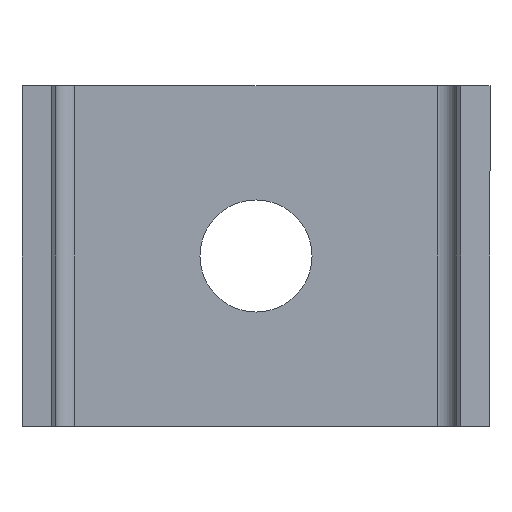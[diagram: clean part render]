
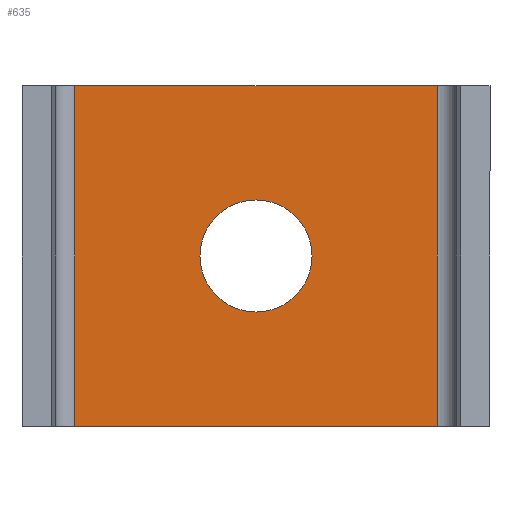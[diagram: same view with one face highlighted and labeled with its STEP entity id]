
A CAD part, front view. The second image highlights one B-rep face of the part: STEP entity #635.
In plain terms, the highlighted planar face has unit normal (0, -1, 0).
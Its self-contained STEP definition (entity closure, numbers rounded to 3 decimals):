
#10 = CARTESIAN_POINT ( 'NONE',  ( -18.6, 0., 17.5 ) ) ;
#20 = DIRECTION ( 'NONE',  ( 0., 1., 0. ) ) ;
#31 = DIRECTION ( 'NONE',  ( 0., 0., 1. ) ) ;
#32 = CARTESIAN_POINT ( 'NONE',  ( 0., 0., 0. ) ) ;
#44 = LINE ( 'NONE', #422, #284 ) ;
#51 = VERTEX_POINT ( 'NONE', #69 ) ;
#69 = CARTESIAN_POINT ( 'NONE',  ( 0., 0., 5.75 ) ) ;
#79 = DIRECTION ( 'NONE',  ( 0., 0., 1. ) ) ;
#83 = CARTESIAN_POINT ( 'NONE',  ( 18.6, 0., -17.5 ) ) ;
#85 = CARTESIAN_POINT ( 'NONE',  ( 18.6, 0., 17.5 ) ) ;
#110 = CARTESIAN_POINT ( 'NONE',  ( 0., 0., 0. ) ) ;
#118 = AXIS2_PLACEMENT_3D ( 'NONE', #336, #20, #79 ) ;
#151 = CARTESIAN_POINT ( 'NONE',  ( 18.6, 0., -17.5 ) ) ;
#154 = VERTEX_POINT ( 'NONE', #536 ) ;
#164 = VECTOR ( 'NONE', #290, 1000. ) ;
#205 = FACE_OUTER_BOUND ( 'NONE', #366, .T. ) ;
#249 = EDGE_CURVE ( 'NONE', #655, #51, #556, .T. ) ;
#267 = FACE_BOUND ( 'NONE', #600, .T. ) ;
#270 = ORIENTED_EDGE ( 'NONE', *, *, #296, .F. ) ;
#284 = VECTOR ( 'NONE', #375, 1000. ) ;
#290 = DIRECTION ( 'NONE',  ( 1., 0., 0. ) ) ;
#296 = EDGE_CURVE ( 'NONE', #649, #407, #514, .T. ) ;
#300 = VECTOR ( 'NONE', #406, 1000. ) ;
#329 = CIRCLE ( 'NONE', #374, 5.75 ) ;
#336 = CARTESIAN_POINT ( 'NONE',  ( 0., 0., 0. ) ) ;
#347 = VERTEX_POINT ( 'NONE', #83 ) ;
#359 = EDGE_CURVE ( 'NONE', #51, #655, #329, .T. ) ;
#366 = EDGE_LOOP ( 'NONE', ( #481, #602, #617, #270 ) ) ;
#374 = AXIS2_PLACEMENT_3D ( 'NONE', #32, #547, #31 ) ;
#375 = DIRECTION ( 'NONE',  ( 0., 0., 1. ) ) ;
#401 = EDGE_CURVE ( 'NONE', #407, #347, #615, .T. ) ;
#406 = DIRECTION ( 'NONE',  ( -1., 0., 0. ) ) ;
#407 = VERTEX_POINT ( 'NONE', #466 ) ;
#415 = CARTESIAN_POINT ( 'NONE',  ( 0., 0., -5.75 ) ) ;
#422 = CARTESIAN_POINT ( 'NONE',  ( -18.6, 0., -17.5 ) ) ;
#466 = CARTESIAN_POINT ( 'NONE',  ( 18.6, 0., 17.5 ) ) ;
#481 = ORIENTED_EDGE ( 'NONE', *, *, #652, .F. ) ;
#514 = LINE ( 'NONE', #85, #164 ) ;
#519 = EDGE_CURVE ( 'NONE', #347, #154, #554, .T. ) ;
#536 = CARTESIAN_POINT ( 'NONE',  ( -18.6, 0., -17.5 ) ) ;
#547 = DIRECTION ( 'NONE',  ( 0., 1., 0. ) ) ;
#554 = LINE ( 'NONE', #151, #300 ) ;
#556 = CIRCLE ( 'NONE', #118, 5.75 ) ;
#558 = AXIS2_PLACEMENT_3D ( 'NONE', #110, #628, #626 ) ;
#567 = DIRECTION ( 'NONE',  ( 0., 0., -1. ) ) ;
#578 = ORIENTED_EDGE ( 'NONE', *, *, #359, .T. ) ;
#584 = VECTOR ( 'NONE', #567, 1000. ) ;
#595 = ORIENTED_EDGE ( 'NONE', *, *, #249, .T. ) ;
#600 = EDGE_LOOP ( 'NONE', ( #578, #595 ) ) ;
#602 = ORIENTED_EDGE ( 'NONE', *, *, #519, .F. ) ;
#615 = LINE ( 'NONE', #659, #584 ) ;
#617 = ORIENTED_EDGE ( 'NONE', *, *, #401, .F. ) ;
#626 = DIRECTION ( 'NONE',  ( 0., 0., -1. ) ) ;
#628 = DIRECTION ( 'NONE',  ( 0., -1., 0. ) ) ;
#629 = PLANE ( 'NONE',  #558 ) ;
#635 = ADVANCED_FACE ( 'NONE', ( #267, #205 ), #629, .T. ) ;
#649 = VERTEX_POINT ( 'NONE', #10 ) ;
#652 = EDGE_CURVE ( 'NONE', #154, #649, #44, .T. ) ;
#655 = VERTEX_POINT ( 'NONE', #415 ) ;
#659 = CARTESIAN_POINT ( 'NONE',  ( 18.6, 0., -17.5 ) ) ;
